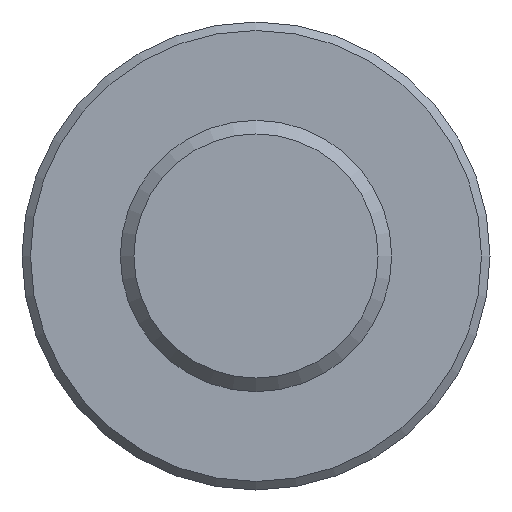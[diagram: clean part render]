
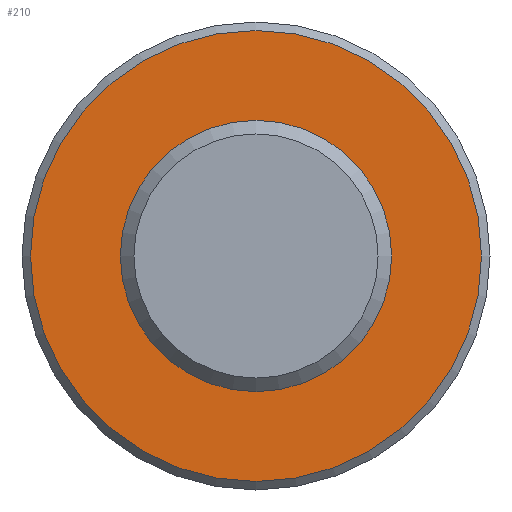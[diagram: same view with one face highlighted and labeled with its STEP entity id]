
A CAD part, left-side view. The second image highlights one B-rep face of the part: STEP entity #210.
In plain terms, the highlighted planar face has unit normal (-1, 0, 0).
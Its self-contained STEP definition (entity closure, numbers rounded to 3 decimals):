
#210=ADVANCED_FACE('',(#398,#400),#402,.T.);
#398=FACE_BOUND('',#399,.T.);
#399=EDGE_LOOP('',(#481));
#400=FACE_BOUND('',#401,.T.);
#401=EDGE_LOOP('',(#482));
#402=PLANE('',#403);
#403=AXIS2_PLACEMENT_3D('',#404,#405,#406);
#404=CARTESIAN_POINT('',(44.05,0.,0.));
#405=DIRECTION('',(-1.,0.,0.));
#406=DIRECTION('',(0.,-1.,0.));
#481=ORIENTED_EDGE('',*,*,#512,.T.);
#482=ORIENTED_EDGE('',*,*,#513,.F.);
#512=EDGE_CURVE('',#560,#560,#561,.T.);
#513=EDGE_CURVE('',#562,#562,#563,.T.);
#560=VERTEX_POINT('',#902);
#561=CIRCLE('',#903,33.25);
#562=VERTEX_POINT('',#907);
#563=CIRCLE('',#908,20.);
#902=CARTESIAN_POINT('',(44.05,-33.25,0.));
#903=AXIS2_PLACEMENT_3D('',#904,#905,#906);
#904=CARTESIAN_POINT('',(44.05,0.,0.));
#905=DIRECTION('',(-1.,0.,0.));
#906=DIRECTION('',(0.,-1.,0.));
#907=CARTESIAN_POINT('',(44.05,-20.,0.));
#908=AXIS2_PLACEMENT_3D('',#909,#910,#911);
#909=CARTESIAN_POINT('',(44.05,0.,0.));
#910=DIRECTION('',(-1.,0.,0.));
#911=DIRECTION('',(0.,-1.,0.));
